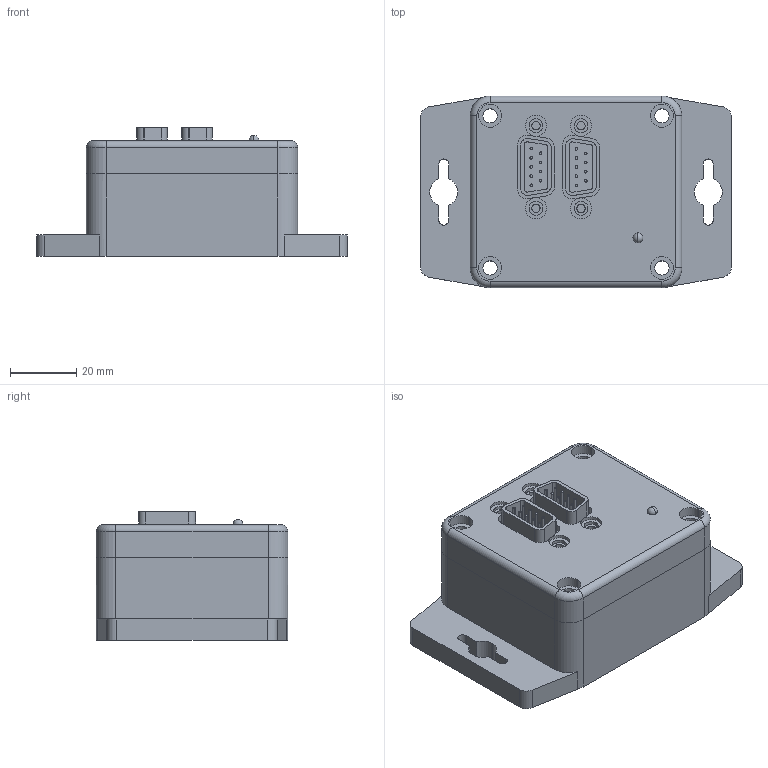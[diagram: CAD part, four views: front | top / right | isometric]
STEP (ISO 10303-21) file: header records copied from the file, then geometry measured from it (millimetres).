
FILE_DESCRIPTION (( 'STEP AP214' ), '1' );
FILE_NAME ('豐 櫇謥魡譈鴀_WS16.STEP', '2019-11-14T23:32:53', ( '' ), ( '' ), 'SwSTEP 2.0', 'SolidWorks 2018', '' );
FILE_SCHEMA (( 'AUTOMOTIVE_DESIGN' ));
Length unit declared in the file: millimetre
Products named in the file (1): 豐 櫇謥魡譈鴀_WS16
Bounding box: 94 x 58 x 39 mm (x, y, z)
Volume: 64494.9 mm3; surface area: 39054.2 mm2
Topology: 5 solids, 5 shells, 469 faces, 1183 edges, 785 vertices
Faces by surface type: cylinder 279, plane 184, torus 4, sphere 2
Entity records: 19622 total; most frequent: DIRECTION 2691, CARTESIAN_POINT 2436, ORIENTED_EDGE 2362, EDGE_CURVE 1181, AXIS2_PLACEMENT_3D 1040, VERTEX_POINT 785, LINE 611, VECTOR 611
